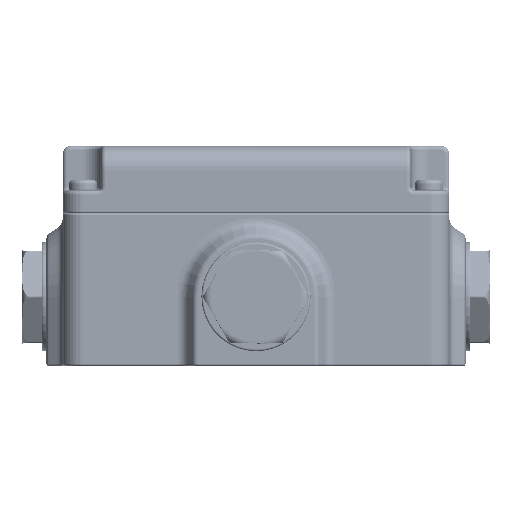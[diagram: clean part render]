
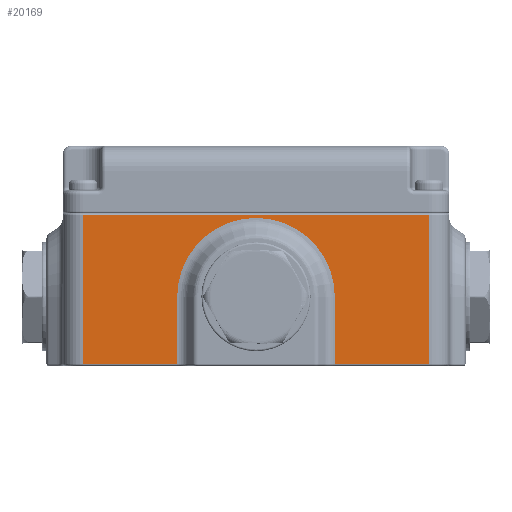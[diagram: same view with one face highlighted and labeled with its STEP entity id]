
A CAD part, front view. The second image highlights one B-rep face of the part: STEP entity #20169.
In plain terms, the highlighted planar face has unit normal (0, -1, 0).
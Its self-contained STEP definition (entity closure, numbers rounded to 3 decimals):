
#437 = VERTEX_POINT ( 'NONE', #105992 ) ;
#2945 = CARTESIAN_POINT ( 'NONE',  ( -42.5, -160.5, 37. ) ) ;
#8571 = DIRECTION ( 'NONE',  ( 0., 0., -1. ) ) ;
#11946 = DIRECTION ( 'NONE',  ( -1., 0., 0. ) ) ;
#15078 = CARTESIAN_POINT ( 'NONE',  ( 0., -160.5, 17. ) ) ;
#15802 = CARTESIAN_POINT ( 'NONE',  ( 42.5, -160.5, 40. ) ) ;
#16572 = LINE ( 'NONE', #15802, #131735 ) ;
#20169 = ADVANCED_FACE ( 'NONE', ( #98825 ), #146899, .F. ) ;
#20709 = VECTOR ( 'NONE', #86869, 1000. ) ;
#21064 = VERTEX_POINT ( 'NONE', #124448 ) ;
#21940 = EDGE_CURVE ( 'NONE', #110630, #94221, #82797, .T. ) ;
#25387 = AXIS2_PLACEMENT_3D ( 'NONE', #77775, #52591, #40777 ) ;
#25473 = LINE ( 'NONE', #96356, #20709 ) ;
#25513 = EDGE_CURVE ( 'NONE', #105717, #110630, #16572, .T. ) ;
#27181 = DIRECTION ( 'NONE',  ( 0., 0., 1. ) ) ;
#33340 = CARTESIAN_POINT ( 'NONE',  ( 42.5, -160.5, 37. ) ) ;
#33561 = LINE ( 'NONE', #44595, #59199 ) ;
#35769 = CARTESIAN_POINT ( 'NONE',  ( 42.5, -160.5, 0.5 ) ) ;
#37296 = DIRECTION ( 'NONE',  ( 0., 0., 1. ) ) ;
#38964 = CARTESIAN_POINT ( 'NONE',  ( -47.5, -160.5, 40. ) ) ;
#40365 = VERTEX_POINT ( 'NONE', #89361 ) ;
#40777 = DIRECTION ( 'NONE',  ( 0., 0., 1. ) ) ;
#44595 = CARTESIAN_POINT ( 'NONE',  ( -19.363, -160.5, 17. ) ) ;
#47576 = LINE ( 'NONE', #35769, #129502 ) ;
#48290 = VECTOR ( 'NONE', #93520, 1000. ) ;
#49422 = EDGE_CURVE ( 'NONE', #66702, #40365, #25473, .T. ) ;
#50120 = ORIENTED_EDGE ( 'NONE', *, *, #126989, .T. ) ;
#52591 = DIRECTION ( 'NONE',  ( 0., 1., 0. ) ) ;
#55380 = EDGE_CURVE ( 'NONE', #40365, #105717, #47576, .T. ) ;
#59199 = VECTOR ( 'NONE', #126567, 1000. ) ;
#60969 = AXIS2_PLACEMENT_3D ( 'NONE', #38964, #135066, #27181 ) ;
#62599 = ORIENTED_EDGE ( 'NONE', *, *, #21940, .T. ) ;
#66702 = VERTEX_POINT ( 'NONE', #99246 ) ;
#67293 = VERTEX_POINT ( 'NONE', #155510 ) ;
#67627 = LINE ( 'NONE', #80209, #79909 ) ;
#69099 = LINE ( 'NONE', #108426, #48290 ) ;
#70471 = AXIS2_PLACEMENT_3D ( 'NONE', #15078, #99317, #98543 ) ;
#71039 = EDGE_CURVE ( 'NONE', #67293, #437, #95670, .T. ) ;
#77646 = CARTESIAN_POINT ( 'NONE',  ( -19.363, -160.5, 0.5 ) ) ;
#77775 = CARTESIAN_POINT ( 'NONE',  ( 0., -160.5, 17. ) ) ;
#79909 = VECTOR ( 'NONE', #8571, 1000. ) ;
#80209 = CARTESIAN_POINT ( 'NONE',  ( -42.5, -160.5, 40. ) ) ;
#82623 = CARTESIAN_POINT ( 'NONE',  ( 42.5, -160.5, 0.5 ) ) ;
#82797 = LINE ( 'NONE', #94635, #148750 ) ;
#86869 = DIRECTION ( 'NONE',  ( 0., 0., -1. ) ) ;
#89361 = CARTESIAN_POINT ( 'NONE',  ( 19.363, -160.5, 0.5 ) ) ;
#90296 = EDGE_CURVE ( 'NONE', #141009, #67293, #33561, .T. ) ;
#91051 = ORIENTED_EDGE ( 'NONE', *, *, #25513, .T. ) ;
#93520 = DIRECTION ( 'NONE',  ( 1., 0., 0. ) ) ;
#94221 = VERTEX_POINT ( 'NONE', #2945 ) ;
#94635 = CARTESIAN_POINT ( 'NONE',  ( -47.5, -160.5, 37. ) ) ;
#95670 = CIRCLE ( 'NONE', #70471, 19.363 ) ;
#96356 = CARTESIAN_POINT ( 'NONE',  ( 19.363, -160.5, 0. ) ) ;
#98412 = EDGE_LOOP ( 'NONE', ( #119258, #151245, #91051, #62599, #122803, #133349, #102481, #137152, #50120 ) ) ;
#98543 = DIRECTION ( 'NONE',  ( 0., 0., 1. ) ) ;
#98825 = FACE_OUTER_BOUND ( 'NONE', #98412, .T. ) ;
#99246 = CARTESIAN_POINT ( 'NONE',  ( 19.363, -160.5, 17. ) ) ;
#99317 = DIRECTION ( 'NONE',  ( 0., 1., 0. ) ) ;
#102481 = ORIENTED_EDGE ( 'NONE', *, *, #90296, .T. ) ;
#105717 = VERTEX_POINT ( 'NONE', #82623 ) ;
#105876 = CIRCLE ( 'NONE', #25387, 19.363 ) ;
#105992 = CARTESIAN_POINT ( 'NONE',  ( 0., -160.5, 36.363 ) ) ;
#108426 = CARTESIAN_POINT ( 'NONE',  ( -19.363, -160.5, 0.5 ) ) ;
#110630 = VERTEX_POINT ( 'NONE', #33340 ) ;
#111453 = EDGE_CURVE ( 'NONE', #94221, #21064, #67627, .T. ) ;
#119258 = ORIENTED_EDGE ( 'NONE', *, *, #49422, .T. ) ;
#121618 = DIRECTION ( 'NONE',  ( 1., 0., 0. ) ) ;
#122803 = ORIENTED_EDGE ( 'NONE', *, *, #111453, .T. ) ;
#124448 = CARTESIAN_POINT ( 'NONE',  ( -42.5, -160.5, 0.5 ) ) ;
#126567 = DIRECTION ( 'NONE',  ( 0., 0., 1. ) ) ;
#126989 = EDGE_CURVE ( 'NONE', #437, #66702, #105876, .T. ) ;
#128277 = EDGE_CURVE ( 'NONE', #21064, #141009, #69099, .T. ) ;
#129502 = VECTOR ( 'NONE', #121618, 1000. ) ;
#131735 = VECTOR ( 'NONE', #37296, 1000. ) ;
#133349 = ORIENTED_EDGE ( 'NONE', *, *, #128277, .T. ) ;
#135066 = DIRECTION ( 'NONE',  ( 0., 1., 0. ) ) ;
#137152 = ORIENTED_EDGE ( 'NONE', *, *, #71039, .T. ) ;
#141009 = VERTEX_POINT ( 'NONE', #77646 ) ;
#146899 = PLANE ( 'NONE',  #60969 ) ;
#148750 = VECTOR ( 'NONE', #11946, 1000. ) ;
#151245 = ORIENTED_EDGE ( 'NONE', *, *, #55380, .T. ) ;
#155510 = CARTESIAN_POINT ( 'NONE',  ( -19.363, -160.5, 17. ) ) ;
